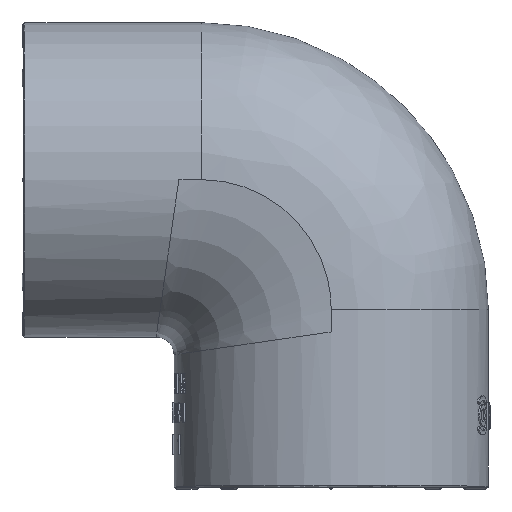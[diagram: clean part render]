
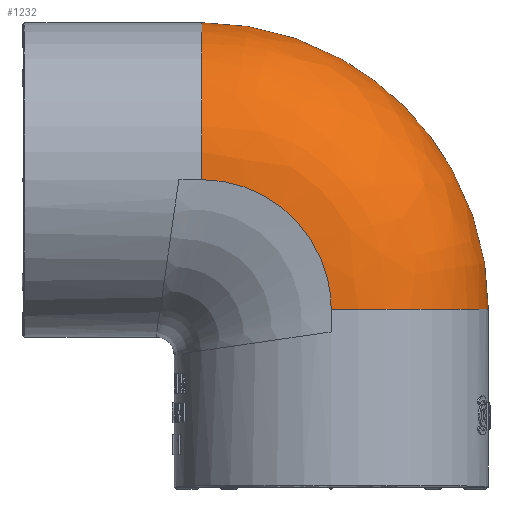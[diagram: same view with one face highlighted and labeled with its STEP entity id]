
A CAD part, top view. The second image highlights one B-rep face of the part: STEP entity #1232.
In plain terms, the highlighted free-form (B-spline) face has degree [3, 3] with [4, 4] control points.
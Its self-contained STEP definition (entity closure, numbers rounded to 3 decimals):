
#74=(
BOUNDED_SURFACE()
B_SPLINE_SURFACE(3,3,((#15464,#15465,#15466,#15467),(#15468,#15469,#15470,
#15471),(#15472,#15473,#15474,#15475),(#15476,#15477,#15478,#15479)),
 .UNSPECIFIED.,.F.,.F.,.F.)
B_SPLINE_SURFACE_WITH_KNOTS((4,4),(4,4),(0.,1.),(0.,1.),.UNSPECIFIED.)
GEOMETRIC_REPRESENTATION_ITEM()
RATIONAL_B_SPLINE_SURFACE(((1.,0.805,0.805,1.),
(0.333,0.268,0.268,0.333),
(0.333,0.268,0.268,0.333),
(1.,0.805,0.805,1.)))
REPRESENTATION_ITEM('')
SURFACE()
);
#636=B_SPLINE_CURVE_WITH_KNOTS('',3,(#14082,#14083,#14084,#14085,#14086,
#14087),.UNSPECIFIED.,.F.,.F.,(4,2,4),(0.,0.5,1.),.UNSPECIFIED.);
#643=B_SPLINE_CURVE_WITH_KNOTS('',3,(#14159,#14160,#14161,#14162,#14163,
#14164),.UNSPECIFIED.,.F.,.F.,(4,2,4),(0.,0.5,1.),.UNSPECIFIED.);
#1232=ADVANCED_FACE('',(#1754),#74,.T.);
#1754=FACE_OUTER_BOUND('',#2123,.T.);
#2123=EDGE_LOOP('',(#3205,#3206,#3207,#3208));
#2517=CIRCLE('',#6145,24.25);
#2518=CIRCLE('',#6147,24.25);
#3205=ORIENTED_EDGE('',*,*,#5400,.F.);
#3206=ORIENTED_EDGE('',*,*,#5362,.T.);
#3207=ORIENTED_EDGE('',*,*,#5399,.T.);
#3208=ORIENTED_EDGE('',*,*,#5369,.T.);
#4644=VERTEX_POINT('',#14081);
#4645=VERTEX_POINT('',#14088);
#4651=VERTEX_POINT('',#14158);
#4652=VERTEX_POINT('',#14165);
#5362=EDGE_CURVE('',#4645,#4644,#636,.T.);
#5369=EDGE_CURVE('',#4652,#4651,#643,.T.);
#5399=EDGE_CURVE('',#4644,#4652,#2517,.T.);
#5400=EDGE_CURVE('',#4645,#4651,#2518,.T.);
#6145=AXIS2_PLACEMENT_3D('',#15461,#6794,#6795);
#6147=AXIS2_PLACEMENT_3D('',#15463,#6798,#6799);
#6794=DIRECTION('',(1.,0.,0.));
#6795=DIRECTION('',(0.,0.,-1.));
#6798=DIRECTION('',(0.,-1.,0.));
#6799=DIRECTION('',(0.,0.,-1.));
#14081=CARTESIAN_POINT('',(900.,19.991,-24.25));
#14082=CARTESIAN_POINT('',(919.991,0.,-24.25));
#14083=CARTESIAN_POINT('',(919.991,5.234,-24.25));
#14084=CARTESIAN_POINT('',(917.836,10.435,-24.25));
#14085=CARTESIAN_POINT('',(910.435,17.836,-24.25));
#14086=CARTESIAN_POINT('',(905.234,19.991,-24.25));
#14087=CARTESIAN_POINT('',(900.,19.991,-24.25));
#14088=CARTESIAN_POINT('',(919.991,0.,-24.25));
#14158=CARTESIAN_POINT('',(919.991,0.,24.25));
#14159=CARTESIAN_POINT('',(900.,19.991,24.25));
#14160=CARTESIAN_POINT('',(905.234,19.991,24.25));
#14161=CARTESIAN_POINT('',(910.435,17.836,24.25));
#14162=CARTESIAN_POINT('',(917.836,10.435,24.25));
#14163=CARTESIAN_POINT('',(919.991,5.234,24.25));
#14164=CARTESIAN_POINT('',(919.991,0.,24.25));
#14165=CARTESIAN_POINT('',(900.,19.991,24.25));
#15461=CARTESIAN_POINT('',(900.,19.991,0.));
#15463=CARTESIAN_POINT('',(919.991,0.,0.));
#15464=CARTESIAN_POINT('',(919.991,0.,24.25));
#15465=CARTESIAN_POINT('',(919.991,11.71,24.25));
#15466=CARTESIAN_POINT('',(911.71,19.991,24.25));
#15467=CARTESIAN_POINT('',(900.,19.991,24.25));
#15468=CARTESIAN_POINT('',(968.491,0.,24.25));
#15469=CARTESIAN_POINT('',(968.491,40.121,24.25));
#15470=CARTESIAN_POINT('',(940.121,68.491,24.25));
#15471=CARTESIAN_POINT('',(900.,68.491,24.25));
#15472=CARTESIAN_POINT('',(968.491,0.,-24.25));
#15473=CARTESIAN_POINT('',(968.491,40.121,-24.25));
#15474=CARTESIAN_POINT('',(940.121,68.491,-24.25));
#15475=CARTESIAN_POINT('',(900.,68.491,-24.25));
#15476=CARTESIAN_POINT('',(919.991,0.,-24.25));
#15477=CARTESIAN_POINT('',(919.991,11.71,-24.25));
#15478=CARTESIAN_POINT('',(911.71,19.991,-24.25));
#15479=CARTESIAN_POINT('',(900.,19.991,-24.25));
